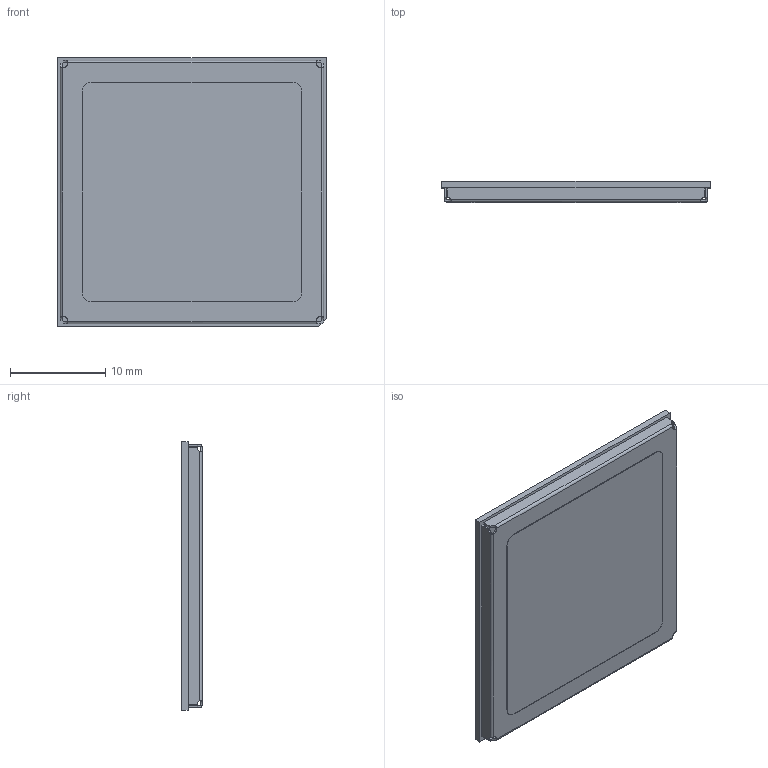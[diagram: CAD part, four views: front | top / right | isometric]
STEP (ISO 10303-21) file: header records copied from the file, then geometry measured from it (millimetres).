
FILE_DESCRIPTION (( 'STEP AP214' ), '1' );
FILE_NAME ('LE910C1N503T0S1000.STEP', '2018-08-26T10:13:47', ( '' ), ( '' ), 'SwSTEP 2.0', 'SolidWorks 2017', '' );
FILE_SCHEMA (( 'AUTOMOTIVE_DESIGN' ));
Length unit declared in the file: millimetre
Products named in the file (1): LE910C1N503T0S1000
Bounding box: 28.2 x 2.2 x 28.2 mm (x, y, z)
Volume: 760.5 mm3; surface area: 4778.1 mm2
Topology: 159 solids, 159 shells, 1797 faces, 3937 edges, 2614 vertices
Faces by surface type: plane 1715, cylinder 74, bspline 8
Entity records: 49815 total; most frequent: CARTESIAN_POINT 8549, ORIENTED_EDGE 7874, DIRECTION 7617, EDGE_CURVE 3937, VECTOR 3773, LINE 3773, VERTEX_POINT 2614, EDGE_LOOP 1953
